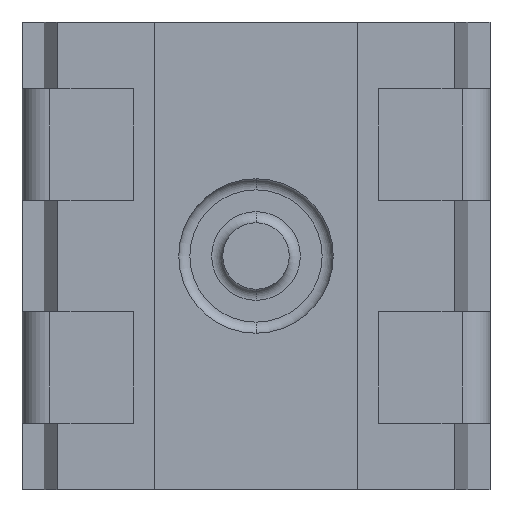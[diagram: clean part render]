
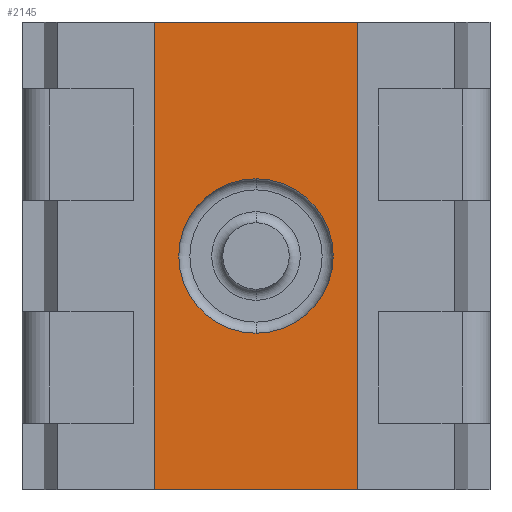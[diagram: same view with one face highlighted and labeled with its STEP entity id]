
A CAD part, front view. The second image highlights one B-rep face of the part: STEP entity #2145.
In plain terms, the highlighted planar face has unit normal (0, -1, 0).
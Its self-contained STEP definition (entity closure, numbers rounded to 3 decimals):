
#3 = DIRECTION ( 'NONE',  ( 0., 0., -1. ) ) ;
#15 = CARTESIAN_POINT ( 'NONE',  ( 0., -0.55, -0.347 ) ) ;
#47 = CARTESIAN_POINT ( 'NONE',  ( -0.456, -0.55, 1.05 ) ) ;
#256 = AXIS2_PLACEMENT_3D ( 'NONE', #1925, #2822, #3 ) ;
#262 = VERTEX_POINT ( 'NONE', #1877 ) ;
#324 = EDGE_CURVE ( 'NONE', #262, #2410, #3073, .T. ) ;
#427 = ORIENTED_EDGE ( 'NONE', *, *, #2379, .F. ) ;
#519 = CARTESIAN_POINT ( 'NONE',  ( 0., -0.55, 0.347 ) ) ;
#525 = LINE ( 'NONE', #2411, #2504 ) ;
#538 = VECTOR ( 'NONE', #1769, 1000. ) ;
#576 = CARTESIAN_POINT ( 'NONE',  ( 0.456, -0.55, -3.221 ) ) ;
#643 = VECTOR ( 'NONE', #1124, 1000. ) ;
#663 = LINE ( 'NONE', #1544, #538 ) ;
#811 = DIRECTION ( 'NONE',  ( 0., 0., -1. ) ) ;
#856 = CARTESIAN_POINT ( 'NONE',  ( 0., -0.55, 0. ) ) ;
#892 = EDGE_CURVE ( 'NONE', #262, #1403, #525, .T. ) ;
#920 = EDGE_CURVE ( 'NONE', #2066, #2410, #1706, .T. ) ;
#937 = EDGE_CURVE ( 'NONE', #2966, #2293, #1830, .T. ) ;
#969 = PLANE ( 'NONE',  #256 ) ;
#1124 = DIRECTION ( 'NONE',  ( 1., 0., 0. ) ) ;
#1202 = ORIENTED_EDGE ( 'NONE', *, *, #937, .F. ) ;
#1244 = EDGE_LOOP ( 'NONE', ( #1967, #1202 ) ) ;
#1361 = DIRECTION ( 'NONE',  ( -1., 0., 0. ) ) ;
#1372 = ORIENTED_EDGE ( 'NONE', *, *, #324, .T. ) ;
#1403 = VERTEX_POINT ( 'NONE', #2093 ) ;
#1544 = CARTESIAN_POINT ( 'NONE',  ( -0.456, -0.55, -3.221 ) ) ;
#1587 = DIRECTION ( 'NONE',  ( 0., 0., 1. ) ) ;
#1632 = DIRECTION ( 'NONE',  ( 0., 0., -1. ) ) ;
#1706 = LINE ( 'NONE', #47, #643 ) ;
#1766 = ORIENTED_EDGE ( 'NONE', *, *, #892, .F. ) ;
#1769 = DIRECTION ( 'NONE',  ( 0., 0., 1. ) ) ;
#1782 = CARTESIAN_POINT ( 'NONE',  ( 0.456, -0.55, 1.05 ) ) ;
#1830 = CIRCLE ( 'NONE', #3088, 0.347 ) ;
#1877 = CARTESIAN_POINT ( 'NONE',  ( 0.456, -0.55, -1.05 ) ) ;
#1913 = AXIS2_PLACEMENT_3D ( 'NONE', #3194, #2348, #811 ) ;
#1925 = CARTESIAN_POINT ( 'NONE',  ( -0.456, -0.55, -3.221 ) ) ;
#1967 = ORIENTED_EDGE ( 'NONE', *, *, #3022, .F. ) ;
#2066 = VERTEX_POINT ( 'NONE', #2244 ) ;
#2093 = CARTESIAN_POINT ( 'NONE',  ( -0.456, -0.55, -1.05 ) ) ;
#2145 = ADVANCED_FACE ( 'NONE', ( #2530, #2750 ), #969, .T. ) ;
#2244 = CARTESIAN_POINT ( 'NONE',  ( -0.456, -0.55, 1.05 ) ) ;
#2293 = VERTEX_POINT ( 'NONE', #15 ) ;
#2348 = DIRECTION ( 'NONE',  ( 0., -1., 0. ) ) ;
#2379 = EDGE_CURVE ( 'NONE', #1403, #2066, #663, .T. ) ;
#2380 = DIRECTION ( 'NONE',  ( 0., -1., 0. ) ) ;
#2410 = VERTEX_POINT ( 'NONE', #1782 ) ;
#2411 = CARTESIAN_POINT ( 'NONE',  ( -0.456, -0.55, -1.05 ) ) ;
#2504 = VECTOR ( 'NONE', #1361, 1000. ) ;
#2523 = ORIENTED_EDGE ( 'NONE', *, *, #920, .F. ) ;
#2530 = FACE_BOUND ( 'NONE', #1244, .T. ) ;
#2559 = VECTOR ( 'NONE', #1587, 1000. ) ;
#2688 = CIRCLE ( 'NONE', #1913, 0.347 ) ;
#2750 = FACE_OUTER_BOUND ( 'NONE', #2804, .T. ) ;
#2804 = EDGE_LOOP ( 'NONE', ( #1766, #1372, #2523, #427 ) ) ;
#2822 = DIRECTION ( 'NONE',  ( 0., -1., 0. ) ) ;
#2966 = VERTEX_POINT ( 'NONE', #519 ) ;
#3022 = EDGE_CURVE ( 'NONE', #2293, #2966, #2688, .T. ) ;
#3073 = LINE ( 'NONE', #576, #2559 ) ;
#3088 = AXIS2_PLACEMENT_3D ( 'NONE', #856, #2380, #1632 ) ;
#3194 = CARTESIAN_POINT ( 'NONE',  ( 0., -0.55, 0. ) ) ;
